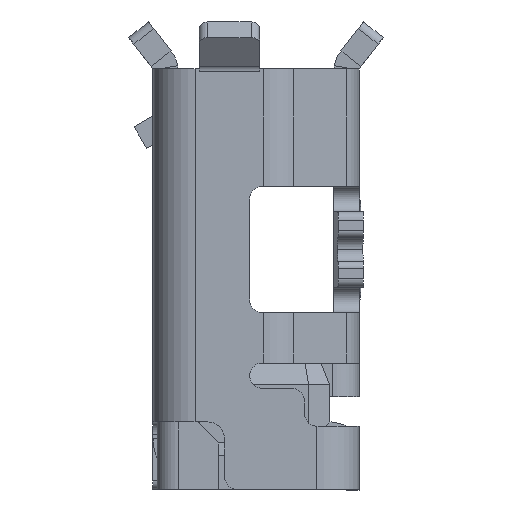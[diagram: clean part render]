
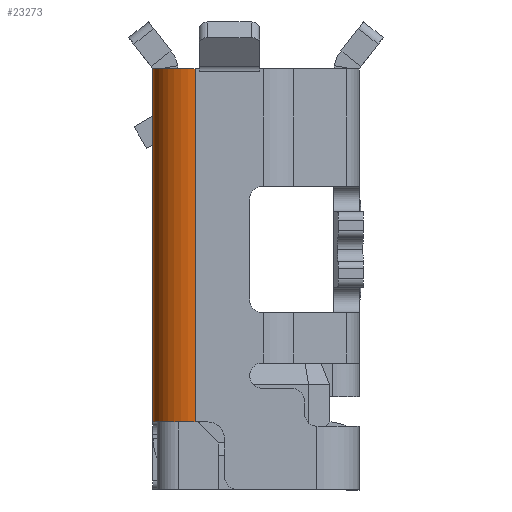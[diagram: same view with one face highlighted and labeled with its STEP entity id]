
A CAD part, left-side view. The second image highlights one B-rep face of the part: STEP entity #23273.
In plain terms, the highlighted cylindrical face has radius 0.5 mm (diameter 1 mm), a partial arc.
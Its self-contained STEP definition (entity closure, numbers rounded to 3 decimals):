
#149 = VERTEX_POINT ( 'NONE', #15578 ) ;
#2028 = CARTESIAN_POINT ( 'NONE',  ( -3.75, -4.7, -4.921 ) ) ;
#2781 = CARTESIAN_POINT ( 'NONE',  ( -3.25, -4.7, -4.421 ) ) ;
#2789 = AXIS2_PLACEMENT_3D ( 'NONE', #25161, #2805, #10702 ) ;
#2805 = DIRECTION ( 'NONE',  ( 0., -1., 0. ) ) ;
#3376 = VERTEX_POINT ( 'NONE', #25964 ) ;
#3463 = AXIS2_PLACEMENT_3D ( 'NONE', #6235, #4352, #4218 ) ;
#4218 = DIRECTION ( 'NONE',  ( -1., 0., 0. ) ) ;
#4352 = DIRECTION ( 'NONE',  ( 0., 1., 0. ) ) ;
#5119 = EDGE_CURVE ( 'NONE', #25079, #3376, #8777, .T. ) ;
#5199 = CARTESIAN_POINT ( 'NONE',  ( -3.25, -0.5, -4.421 ) ) ;
#6235 = CARTESIAN_POINT ( 'NONE',  ( -3.25, -4.7, -4.921 ) ) ;
#6593 = DIRECTION ( 'NONE',  ( 0., -1., 0. ) ) ;
#6725 = FACE_OUTER_BOUND ( 'NONE', #7745, .T. ) ;
#7745 = EDGE_LOOP ( 'NONE', ( #10141, #23865, #9040, #10663 ) ) ;
#8777 = CIRCLE ( 'NONE', #2789, 0.5 ) ;
#9040 = ORIENTED_EDGE ( 'NONE', *, *, #12182, .F. ) ;
#9953 = DIRECTION ( 'NONE',  ( 0., -1., 0. ) ) ;
#10141 = ORIENTED_EDGE ( 'NONE', *, *, #13854, .F. ) ;
#10663 = ORIENTED_EDGE ( 'NONE', *, *, #5119, .T. ) ;
#10702 = DIRECTION ( 'NONE',  ( 0., 0., 1. ) ) ;
#12182 = EDGE_CURVE ( 'NONE', #25079, #24066, #13980, .T. ) ;
#13854 = EDGE_CURVE ( 'NONE', #149, #3376, #24257, .T. ) ;
#13980 = LINE ( 'NONE', #20264, #22919 ) ;
#14777 = DIRECTION ( 'NONE',  ( 1., 0., 0. ) ) ;
#15578 = CARTESIAN_POINT ( 'NONE',  ( -3.75, -4.7, -4.921 ) ) ;
#16528 = EDGE_CURVE ( 'NONE', #149, #24066, #19709, .T. ) ;
#19042 = CYLINDRICAL_SURFACE ( 'NONE', #19767, 0.5 ) ;
#19709 = CIRCLE ( 'NONE', #3463, 0.5 ) ;
#19767 = AXIS2_PLACEMENT_3D ( 'NONE', #25201, #6593, #14777 ) ;
#20264 = CARTESIAN_POINT ( 'NONE',  ( -3.25, -0.5, -4.421 ) ) ;
#22919 = VECTOR ( 'NONE', #9953, 1000. ) ;
#23273 = ADVANCED_FACE ( 'NONE', ( #6725 ), #19042, .T. ) ;
#23865 = ORIENTED_EDGE ( 'NONE', *, *, #16528, .T. ) ;
#24066 = VERTEX_POINT ( 'NONE', #2781 ) ;
#24257 = LINE ( 'NONE', #2028, #26531 ) ;
#24382 = DIRECTION ( 'NONE',  ( 0., 1., 0. ) ) ;
#25079 = VERTEX_POINT ( 'NONE', #5199 ) ;
#25161 = CARTESIAN_POINT ( 'NONE',  ( -3.25, -0.5, -4.921 ) ) ;
#25201 = CARTESIAN_POINT ( 'NONE',  ( -3.25, -0.416, -4.921 ) ) ;
#25964 = CARTESIAN_POINT ( 'NONE',  ( -3.75, -0.5, -4.921 ) ) ;
#26531 = VECTOR ( 'NONE', #24382, 1000. ) ;
